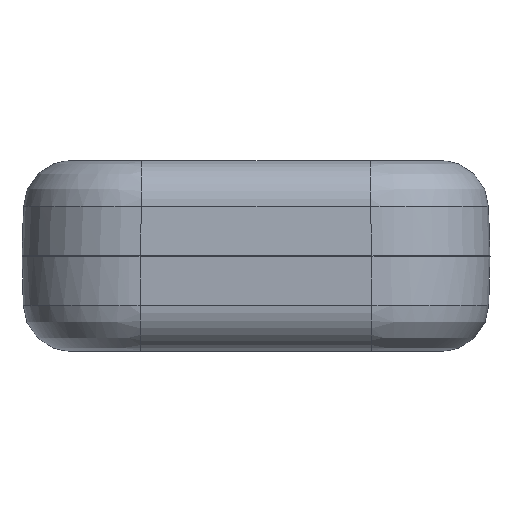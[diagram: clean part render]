
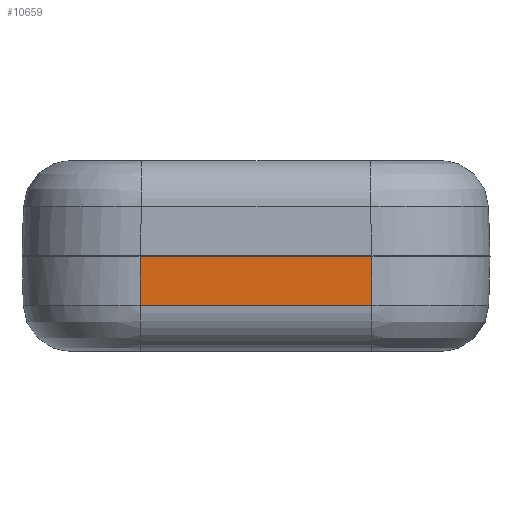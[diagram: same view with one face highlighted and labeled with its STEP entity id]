
A CAD part, front view. The second image highlights one B-rep face of the part: STEP entity #10659.
In plain terms, the highlighted planar face has unit normal (0, -1, -0.026).
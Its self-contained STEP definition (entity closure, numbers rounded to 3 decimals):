
#515 = CARTESIAN_POINT ( 'NONE',  ( -14.731, -45., -0.2 ) ) ;
#1489 = VECTOR ( 'NONE', #6901, 1000. ) ;
#1941 = LINE ( 'NONE', #8508, #9917 ) ;
#2234 = DIRECTION ( 'NONE',  ( 0., -0.026, 1. ) ) ;
#2807 = DIRECTION ( 'NONE',  ( 0., -0.026, 1. ) ) ;
#3509 = LINE ( 'NONE', #10905, #9823 ) ;
#4045 = DIRECTION ( 'NONE',  ( 0., -1., -0.026 ) ) ;
#4089 = DIRECTION ( 'NONE',  ( 0., 0.026, -1. ) ) ;
#4443 = VECTOR ( 'NONE', #2807, 1000. ) ;
#4877 = PLANE ( 'NONE',  #5565 ) ;
#4998 = EDGE_LOOP ( 'NONE', ( #13055, #11793, #8356, #12120 ) ) ;
#5565 = AXIS2_PLACEMENT_3D ( 'NONE', #13379, #4045, #4089 ) ;
#6901 = DIRECTION ( 'NONE',  ( 1., 0., 0. ) ) ;
#7621 = EDGE_CURVE ( 'NONE', #12198, #11623, #13611, .T. ) ;
#7719 = CARTESIAN_POINT ( 'NONE',  ( 14.731, -44.839, -6.357 ) ) ;
#7945 = CARTESIAN_POINT ( 'NONE',  ( -14.731, -44.839, -6.357 ) ) ;
#7986 = FACE_OUTER_BOUND ( 'NONE', #4998, .T. ) ;
#8125 = EDGE_CURVE ( 'NONE', #13557, #11727, #1941, .T. ) ;
#8356 = ORIENTED_EDGE ( 'NONE', *, *, #8125, .T. ) ;
#8508 = CARTESIAN_POINT ( 'NONE',  ( 14.731, -45., -0.2 ) ) ;
#8622 = DIRECTION ( 'NONE',  ( 1., 0., 0. ) ) ;
#9005 = CARTESIAN_POINT ( 'NONE',  ( -14.731, -45., -0.2 ) ) ;
#9823 = VECTOR ( 'NONE', #8622, 1000. ) ;
#9917 = VECTOR ( 'NONE', #2234, 1000. ) ;
#10303 = EDGE_CURVE ( 'NONE', #11623, #11727, #3509, .T. ) ;
#10591 = CARTESIAN_POINT ( 'NONE',  ( 14.731, -45., -0.2 ) ) ;
#10659 = ADVANCED_FACE ( 'NONE', ( #7986 ), #4877, .T. ) ;
#10905 = CARTESIAN_POINT ( 'NONE',  ( -14.731, -45., -0.2 ) ) ;
#11532 = EDGE_CURVE ( 'NONE', #12198, #13557, #11792, .T. ) ;
#11623 = VERTEX_POINT ( 'NONE', #9005 ) ;
#11674 = CARTESIAN_POINT ( 'NONE',  ( -14.731, -44.839, -6.357 ) ) ;
#11727 = VERTEX_POINT ( 'NONE', #10591 ) ;
#11792 = LINE ( 'NONE', #7945, #1489 ) ;
#11793 = ORIENTED_EDGE ( 'NONE', *, *, #11532, .T. ) ;
#12120 = ORIENTED_EDGE ( 'NONE', *, *, #10303, .F. ) ;
#12198 = VERTEX_POINT ( 'NONE', #11674 ) ;
#13055 = ORIENTED_EDGE ( 'NONE', *, *, #7621, .F. ) ;
#13379 = CARTESIAN_POINT ( 'NONE',  ( -14.731, -45., -0.2 ) ) ;
#13557 = VERTEX_POINT ( 'NONE', #7719 ) ;
#13611 = LINE ( 'NONE', #515, #4443 ) ;
